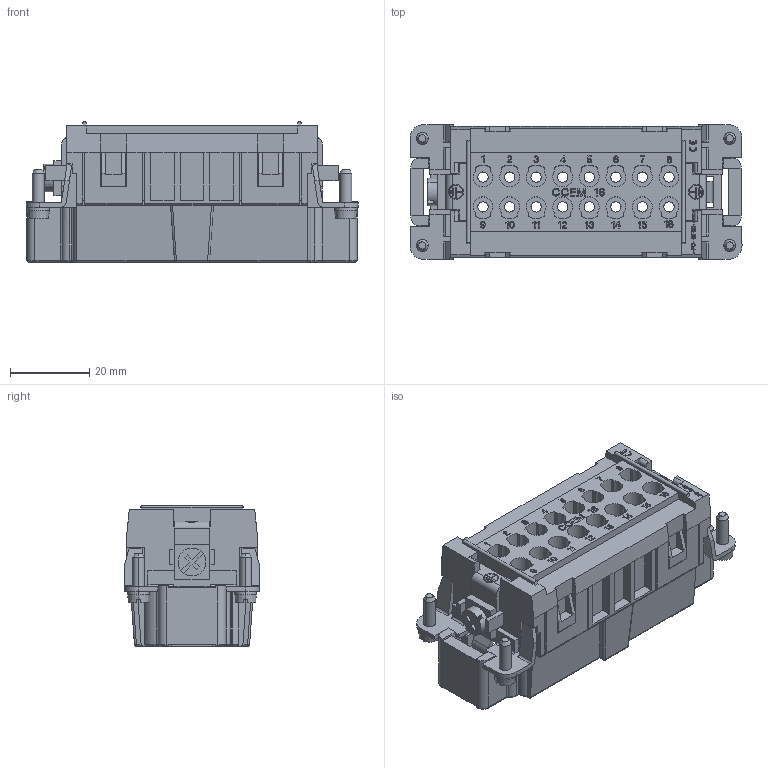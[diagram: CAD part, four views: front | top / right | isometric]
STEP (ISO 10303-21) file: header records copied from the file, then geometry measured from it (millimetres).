
FILE_DESCRIPTION(('Creo Elements/Direct Modeling STEP Export'),'2;1');
FILE_NAME('0ln7uvk5aj4re8s1164','2021-05-06T 9:45:50',(''),(''),'Creo Elements/Direct Modeling STEP processor for AP214 (Solid Model)','Creo Elements/Direct Modeling 20.1B 02-Apr-2019 (C) Parametric Technology GmbH','');
FILE_SCHEMA(('AUTOMOTIVE_DESIGN { 1 0 10303 214 1 1 1 1 }'));
Length unit declared in the file: millimetre
Products named in the file (2): CCEM_16
Assembly tree (1 placements, depth 2):
  CCEM_16
    CCEM_16
Bounding box: 83.7 x 34 x 35.4 mm (x, y, z)
Volume: 42052.6 mm3; surface area: 25862.6 mm2
Topology: 1 solids, 1 shells, 1128 faces, 5059 edges, 4060 vertices
Faces by surface type: plane 761, cylinder 256, cone 80, torus 17, sphere 14
Entity records: 55142 total; most frequent: CARTESIAN_POINT 10792, ORIENTED_EDGE 10090, DIRECTION 7118, EDGE_CURVE 5045, VECTOR 4274, LINE 4274, VERTEX_POINT 4060, AXIS2_PLACEMENT_3D 1422
